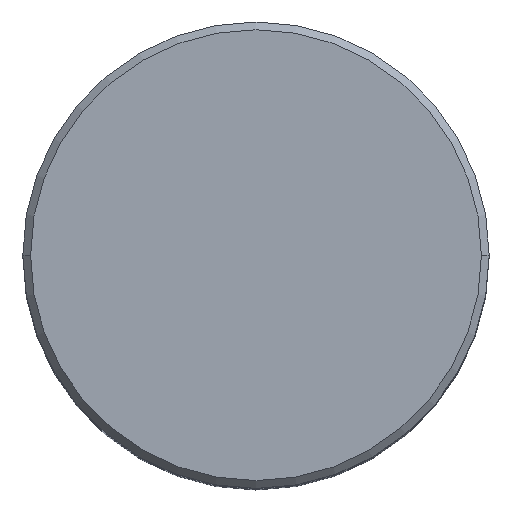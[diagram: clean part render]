
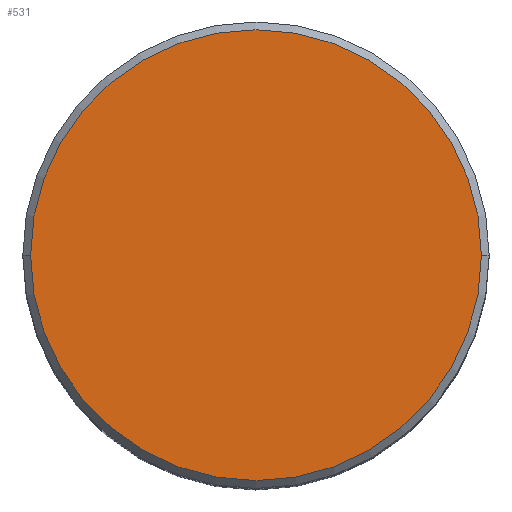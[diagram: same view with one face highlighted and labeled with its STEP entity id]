
A CAD part, top view. The second image highlights one B-rep face of the part: STEP entity #531.
In plain terms, the highlighted planar face has unit normal (0, 0, 1).
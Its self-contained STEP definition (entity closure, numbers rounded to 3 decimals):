
#3 = EDGE_LOOP ( 'NONE', ( #472, #624 ) ) ;
#4 = CARTESIAN_POINT ( 'NONE',  ( 0., 0., 0. ) ) ;
#84 = DIRECTION ( 'NONE',  ( 0., 0., 1. ) ) ;
#118 = CARTESIAN_POINT ( 'NONE',  ( 0., 0., 0. ) ) ;
#126 = DIRECTION ( 'NONE',  ( 0., 0., 1. ) ) ;
#158 = PLANE ( 'NONE',  #185 ) ;
#185 = AXIS2_PLACEMENT_3D ( 'NONE', #698, #246, #606 ) ;
#246 = DIRECTION ( 'NONE',  ( 0., 0., 1. ) ) ;
#258 = CIRCLE ( 'NONE', #397, 2.9 ) ;
#319 = DIRECTION ( 'NONE',  ( 1., 0., 0. ) ) ;
#332 = EDGE_CURVE ( 'NONE', #745, #761, #258, .T. ) ;
#397 = AXIS2_PLACEMENT_3D ( 'NONE', #118, #126, #319 ) ;
#460 = CIRCLE ( 'NONE', #613, 2.9 ) ;
#472 = ORIENTED_EDGE ( 'NONE', *, *, #1164, .T. ) ;
#529 = DIRECTION ( 'NONE',  ( 1., 0., 0. ) ) ;
#531 = ADVANCED_FACE ( 'NONE', ( #1158 ), #158, .T. ) ;
#606 = DIRECTION ( 'NONE',  ( 1., 0., 0. ) ) ;
#613 = AXIS2_PLACEMENT_3D ( 'NONE', #4, #84, #529 ) ;
#620 = CARTESIAN_POINT ( 'NONE',  ( -2.9, 0., 0. ) ) ;
#624 = ORIENTED_EDGE ( 'NONE', *, *, #332, .T. ) ;
#663 = CARTESIAN_POINT ( 'NONE',  ( 2.9, 0., 0. ) ) ;
#698 = CARTESIAN_POINT ( 'NONE',  ( 0., 0., 0. ) ) ;
#745 = VERTEX_POINT ( 'NONE', #663 ) ;
#761 = VERTEX_POINT ( 'NONE', #620 ) ;
#1158 = FACE_OUTER_BOUND ( 'NONE', #3, .T. ) ;
#1164 = EDGE_CURVE ( 'NONE', #761, #745, #460, .T. ) ;
